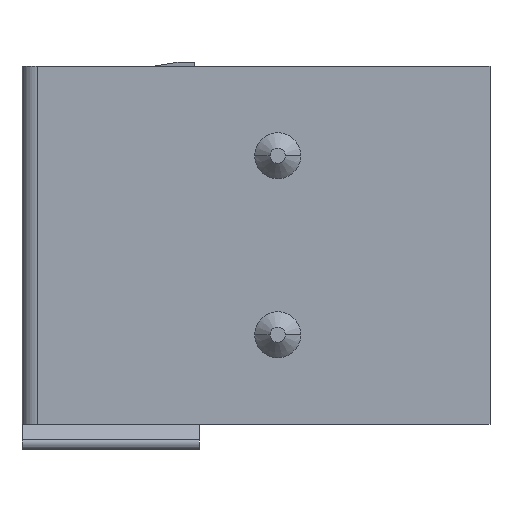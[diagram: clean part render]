
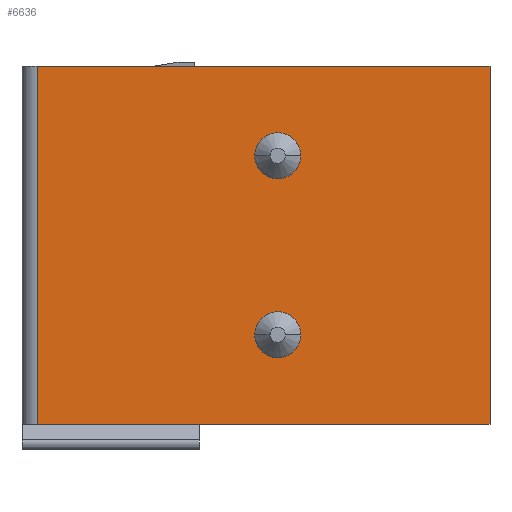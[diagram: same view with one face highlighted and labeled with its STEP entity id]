
A CAD part, left-side view. The second image highlights one B-rep face of the part: STEP entity #6636.
In plain terms, the highlighted planar face has unit normal (-1, 0, 0).
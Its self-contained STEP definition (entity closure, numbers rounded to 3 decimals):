
#50=DIRECTION('',(0.,1.,0.));
#51=VECTOR('',#50,8.85);
#52=CARTESIAN_POINT('',(-3.5,-4.575,-5.25));
#53=LINE('',#52,#51);
#716=DIRECTION('',(0.,1.,0.));
#717=VECTOR('',#716,8.85);
#718=CARTESIAN_POINT('',(-3.5,-4.575,1.75));
#719=LINE('',#718,#717);
#1753=DIRECTION('',(0.,0.,-1.));
#1754=VECTOR('',#1753,7.);
#1755=CARTESIAN_POINT('',(-3.5,-4.575,1.75));
#1756=LINE('',#1755,#1754);
#2409=DIRECTION('',(0.,0.,-1.));
#2410=VECTOR('',#2409,7.);
#2411=CARTESIAN_POINT('',(-3.5,4.275,1.75));
#2412=LINE('',#2411,#2410);
#2413=CARTESIAN_POINT('',(-3.5,-0.425,0.));
#2414=DIRECTION('',(1.,0.,0.));
#2415=DIRECTION('',(0.,-1.,0.));
#2416=AXIS2_PLACEMENT_3D('',#2413,#2414,#2415);
#2418=CARTESIAN_POINT('',(-3.5,-0.425,0.));
#2419=DIRECTION('',(1.,0.,0.));
#2420=DIRECTION('',(0.,1.,0.));
#2421=AXIS2_PLACEMENT_3D('',#2418,#2419,#2420);
#2423=CARTESIAN_POINT('',(-3.5,-0.425,-3.5));
#2424=DIRECTION('',(1.,0.,0.));
#2425=DIRECTION('',(0.,-1.,0.));
#2426=AXIS2_PLACEMENT_3D('',#2423,#2424,#2425);
#2428=CARTESIAN_POINT('',(-3.5,-0.425,-3.5));
#2429=DIRECTION('',(1.,0.,0.));
#2430=DIRECTION('',(0.,1.,0.));
#2431=AXIS2_PLACEMENT_3D('',#2428,#2429,#2430);
#2641=CARTESIAN_POINT('',(-3.5,4.275,-5.25));
#2643=VERTEX_POINT('',#2641);
#2645=CARTESIAN_POINT('',(-3.5,-4.575,-5.25));
#2646=VERTEX_POINT('',#2645);
#2661=CARTESIAN_POINT('',(-3.5,4.275,1.75));
#2663=VERTEX_POINT('',#2661);
#2665=CARTESIAN_POINT('',(-3.5,-4.575,1.75));
#2666=VERTEX_POINT('',#2665);
#3113=CARTESIAN_POINT('',(-3.5,-0.875,0.));
#3114=CARTESIAN_POINT('',(-3.5,0.025,0.));
#3115=VERTEX_POINT('',#3113);
#3116=VERTEX_POINT('',#3114);
#3407=CARTESIAN_POINT('',(-3.5,-0.875,-3.5));
#3408=CARTESIAN_POINT('',(-3.5,0.025,-3.5));
#3409=VERTEX_POINT('',#3407);
#3410=VERTEX_POINT('',#3408);
#6612=CARTESIAN_POINT('',(-3.5,4.275,-5.25));
#6613=DIRECTION('',(-1.,0.,0.));
#6614=DIRECTION('',(0.,-1.,0.));
#6615=AXIS2_PLACEMENT_3D('',#6612,#6613,#6614);
#6616=PLANE('',#6615);
#6617=ORIENTED_EDGE('',*,*,#3442,.T.);
#6619=ORIENTED_EDGE('',*,*,#6618,.F.);
#6620=ORIENTED_EDGE('',*,*,#4226,.F.);
#6621=ORIENTED_EDGE('',*,*,#5655,.T.);
#6622=EDGE_LOOP('',(#6617,#6619,#6620,#6621));
#6623=FACE_OUTER_BOUND('',#6622,.F.);
#6625=ORIENTED_EDGE('',*,*,#6624,.F.);
#6627=ORIENTED_EDGE('',*,*,#6626,.F.);
#6628=EDGE_LOOP('',(#6625,#6627));
#6629=FACE_BOUND('',#6628,.F.);
#6631=ORIENTED_EDGE('',*,*,#6630,.F.);
#6633=ORIENTED_EDGE('',*,*,#6632,.F.);
#6634=EDGE_LOOP('',(#6631,#6633));
#6635=FACE_BOUND('',#6634,.F.);
#2417=CIRCLE('',#2416,0.45);
#2422=CIRCLE('',#2421,0.45);
#2427=CIRCLE('',#2426,0.45);
#2432=CIRCLE('',#2431,0.45);
#3442=EDGE_CURVE('',#2646,#2643,#53,.T.);
#4226=EDGE_CURVE('',#2666,#2663,#719,.T.);
#5655=EDGE_CURVE('',#2666,#2646,#1756,.T.);
#6618=EDGE_CURVE('',#2663,#2643,#2412,.T.);
#6624=EDGE_CURVE('',#3115,#3116,#2417,.T.);
#6626=EDGE_CURVE('',#3116,#3115,#2422,.T.);
#6630=EDGE_CURVE('',#3409,#3410,#2427,.T.);
#6632=EDGE_CURVE('',#3410,#3409,#2432,.T.);
#6636=ADVANCED_FACE('',(#6623,#6629,#6635),#6616,.T.);
